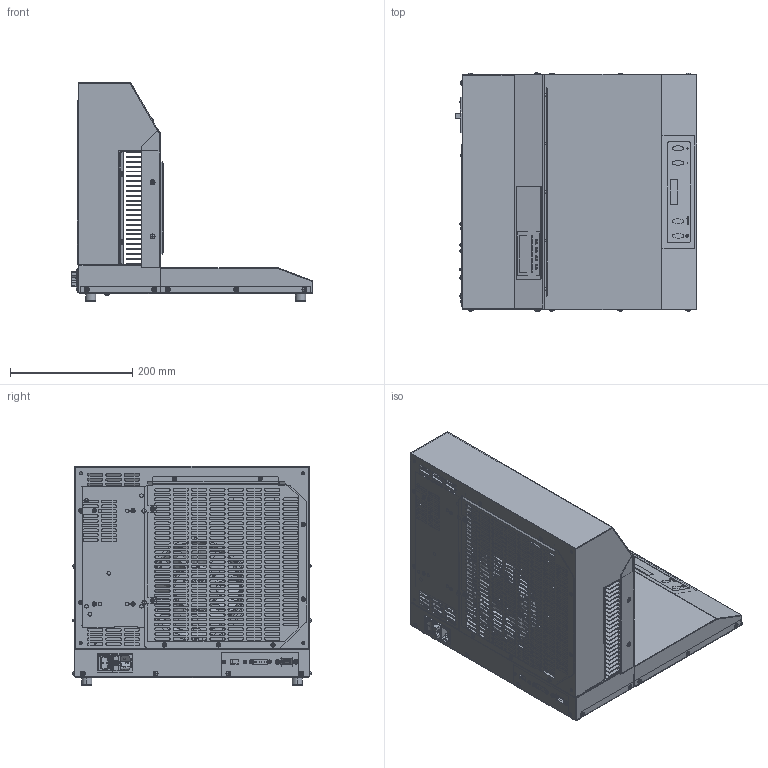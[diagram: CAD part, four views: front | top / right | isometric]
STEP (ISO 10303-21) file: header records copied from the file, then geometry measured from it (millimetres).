
FILE_DESCRIPTION (( 'STEP AP203' ), '1' );
FILE_NAME ('AHP-1200MSP.STEP', '2017-07-14T19:53:21', ( '' ), ( '' ), 'SwSTEP 2.0', 'SolidWorks 2017', '' );
FILE_SCHEMA (( 'CONFIG_CONTROL_DESIGN' ));
Products named in the file (1): AHP-1200MSP
Bounding box: 395.39 x 389.84 x 358.82 mm (x, y, z)
Surface area: 2096154.3 mm2 (no closed solid volume)
Topology: 0 solids, 153 shells, 1291 faces, 7687 edges, 6440 vertices
Faces by surface type: plane 626, cylinder 498, sphere 68, cone 57, bspline 28, torus 14
Entity records: 89048 total; most frequent: CARTESIAN_POINT 29737, DIRECTION 12627, ORIENTED_EDGE 9603, EDGE_CURVE 7685, VERTEX_POINT 6440, AXIS2_PLACEMENT_3D 4273, LINE 4081, VECTOR 4081
